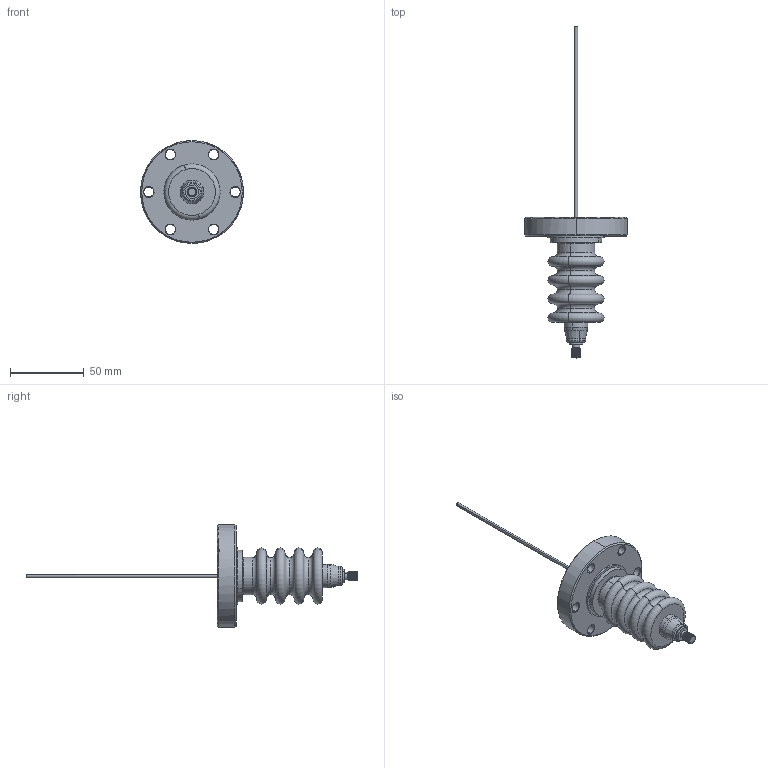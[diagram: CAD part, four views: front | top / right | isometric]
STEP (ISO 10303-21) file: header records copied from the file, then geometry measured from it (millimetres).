
FILE_DESCRIPTION (( 'STEP AP203' ), '1' );
FILE_NAME ('A0234-3-CF.STEP', '2019-11-05T20:42:16', ( '' ), ( '' ), 'SwSTEP 2.0', 'SolidWorks 2019', '' );
FILE_SCHEMA (( 'CONFIG_CONTROL_DESIGN' ));
Length unit declared in the file: inch
Products named in the file (1): A0234-3-CF
Bounding box: 69.85 x 225.26 x 69.85 mm (x, y, z)
Volume: 81501.9 mm3; surface area: 27180.9 mm2
Topology: 1 solids, 1 shells, 168 faces, 384 edges, 234 vertices
Faces by surface type: cylinder 62, cone 53, plane 26, torus 24, bspline 3
Entity records: 7747 total; most frequent: CARTESIAN_POINT 3803, DIRECTION 879, ORIENTED_EDGE 768, EDGE_CURVE 384, AXIS2_PLACEMENT_3D 376, VERTEX_POINT 234, CIRCLE 210, EDGE_LOOP 196
